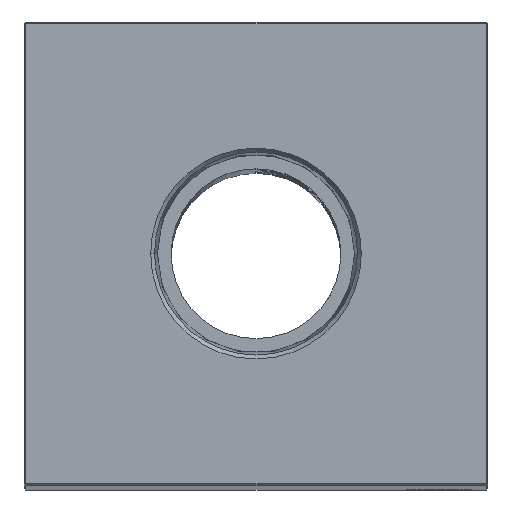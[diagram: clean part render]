
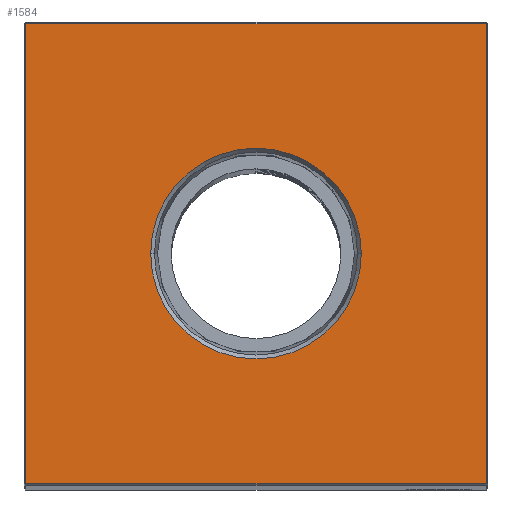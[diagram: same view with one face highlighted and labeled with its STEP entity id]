
A CAD part, top view. The second image highlights one B-rep face of the part: STEP entity #1584.
In plain terms, the highlighted planar face has unit normal (0, 0, 1).
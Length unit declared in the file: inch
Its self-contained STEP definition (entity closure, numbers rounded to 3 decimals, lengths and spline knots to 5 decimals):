
#1207 = ORIENTED_EDGE ( 'NONE', *, *, #26443, .T. ) ;
#1584 = ADVANCED_FACE ( 'NONE', ( #24786, #11898 ), #15814, .F. ) ;
#2473 = EDGE_LOOP ( 'NONE', ( #22395, #1207, #26014, #3520 ) ) ;
#3445 = VERTEX_POINT ( 'NONE', #22459 ) ;
#3520 = ORIENTED_EDGE ( 'NONE', *, *, #6704, .T. ) ;
#4911 = EDGE_LOOP ( 'NONE', ( #8376, #23476 ) ) ;
#5859 = CARTESIAN_POINT ( 'NONE',  ( 0., 1.49, 18.25 ) ) ;
#6704 = EDGE_CURVE ( 'NONE', #19526, #27760, #7969, .T. ) ;
#7969 = LINE ( 'NONE', #5859, #25684 ) ;
#8376 = ORIENTED_EDGE ( 'NONE', *, *, #14438, .F. ) ;
#8709 = CARTESIAN_POINT ( 'NONE',  ( -0.68248, 0., 18.25 ) ) ;
#9301 = CARTESIAN_POINT ( 'NONE',  ( -1.49, 0., 18.25 ) ) ;
#9658 = DIRECTION ( 'NONE',  ( 0., 0., -1. ) ) ;
#9668 = EDGE_CURVE ( 'NONE', #13578, #19526, #17351, .T. ) ;
#10412 = AXIS2_PLACEMENT_3D ( 'NONE', #24502, #9658, #11610 ) ;
#11256 = CIRCLE ( 'NONE', #21995, 0.68248 ) ;
#11610 = DIRECTION ( 'NONE',  ( -1., 0., 0. ) ) ;
#11898 = FACE_BOUND ( 'NONE', #4911, .T. ) ;
#12450 = VECTOR ( 'NONE', #12877, 39.37008 ) ;
#12877 = DIRECTION ( 'NONE',  ( 0., 1., 0. ) ) ;
#13241 = CARTESIAN_POINT ( 'NONE',  ( 0., 0., 18.25 ) ) ;
#13578 = VERTEX_POINT ( 'NONE', #22191 ) ;
#14020 = LINE ( 'NONE', #16396, #19320 ) ;
#14430 = DIRECTION ( 'NONE',  ( -1., 0., 0. ) ) ;
#14438 = EDGE_CURVE ( 'NONE', #3445, #16907, #22516, .T. ) ;
#15258 = CARTESIAN_POINT ( 'NONE',  ( -1.49, -1.49, 18.25 ) ) ;
#15741 = LINE ( 'NONE', #9301, #18795 ) ;
#15814 = PLANE ( 'NONE',  #10412 ) ;
#16396 = CARTESIAN_POINT ( 'NONE',  ( 0., -1.49, 18.25 ) ) ;
#16907 = VERTEX_POINT ( 'NONE', #8709 ) ;
#17351 = LINE ( 'NONE', #21682, #12450 ) ;
#18795 = VECTOR ( 'NONE', #23874, 39.37008 ) ;
#19320 = VECTOR ( 'NONE', #21136, 39.37008 ) ;
#19526 = VERTEX_POINT ( 'NONE', #23256 ) ;
#20491 = VERTEX_POINT ( 'NONE', #15258 ) ;
#20810 = DIRECTION ( 'NONE',  ( 0., 0., 1. ) ) ;
#21136 = DIRECTION ( 'NONE',  ( 1., 0., 0. ) ) ;
#21682 = CARTESIAN_POINT ( 'NONE',  ( 1.49, 0., 18.25 ) ) ;
#21745 = EDGE_CURVE ( 'NONE', #27760, #20491, #15741, .T. ) ;
#21777 = DIRECTION ( 'NONE',  ( 0., 0., 1. ) ) ;
#21995 = AXIS2_PLACEMENT_3D ( 'NONE', #22489, #20810, #24881 ) ;
#22191 = CARTESIAN_POINT ( 'NONE',  ( 1.49, -1.49, 18.25 ) ) ;
#22395 = ORIENTED_EDGE ( 'NONE', *, *, #21745, .T. ) ;
#22459 = CARTESIAN_POINT ( 'NONE',  ( 0.68248, 0., 18.25 ) ) ;
#22489 = CARTESIAN_POINT ( 'NONE',  ( 0., 0., 18.25 ) ) ;
#22516 = CIRCLE ( 'NONE', #22973, 0.68248 ) ;
#22973 = AXIS2_PLACEMENT_3D ( 'NONE', #13241, #21777, #25852 ) ;
#23256 = CARTESIAN_POINT ( 'NONE',  ( 1.49, 1.49, 18.25 ) ) ;
#23476 = ORIENTED_EDGE ( 'NONE', *, *, #26680, .F. ) ;
#23874 = DIRECTION ( 'NONE',  ( 0., -1., 0. ) ) ;
#24502 = CARTESIAN_POINT ( 'NONE',  ( 0., 0., 18.25 ) ) ;
#24786 = FACE_OUTER_BOUND ( 'NONE', #2473, .T. ) ;
#24881 = DIRECTION ( 'NONE',  ( 1., 0., 0. ) ) ;
#25684 = VECTOR ( 'NONE', #14430, 39.37008 ) ;
#25852 = DIRECTION ( 'NONE',  ( 1., 0., 0. ) ) ;
#26014 = ORIENTED_EDGE ( 'NONE', *, *, #9668, .T. ) ;
#26443 = EDGE_CURVE ( 'NONE', #20491, #13578, #14020, .T. ) ;
#26680 = EDGE_CURVE ( 'NONE', #16907, #3445, #11256, .T. ) ;
#27304 = CARTESIAN_POINT ( 'NONE',  ( -1.49, 1.49, 18.25 ) ) ;
#27760 = VERTEX_POINT ( 'NONE', #27304 ) ;
